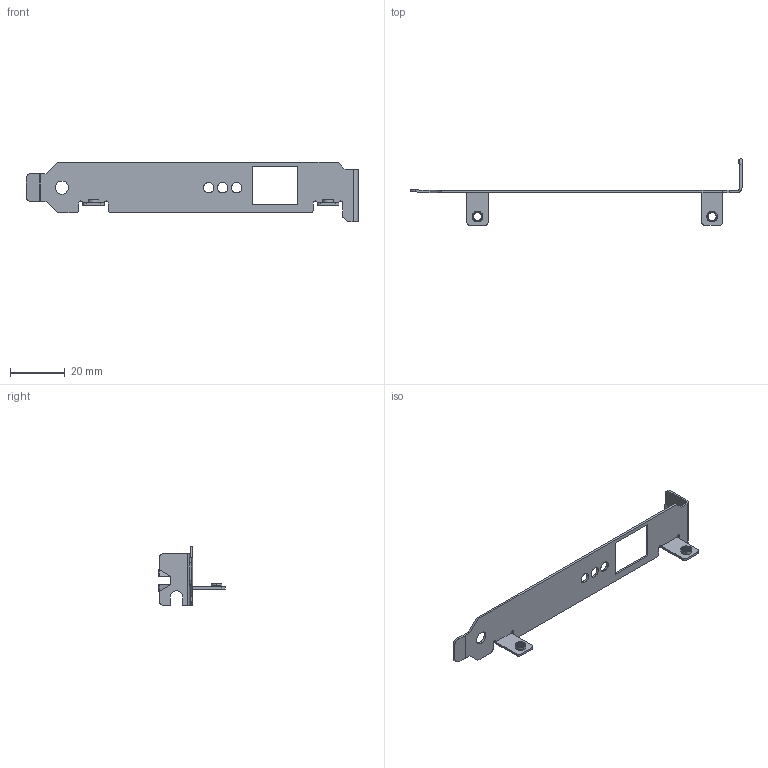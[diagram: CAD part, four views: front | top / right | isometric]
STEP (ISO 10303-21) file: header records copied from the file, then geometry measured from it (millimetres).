
FILE_DESCRIPTION (( 'STEP AP214' ), '1' );
FILE_NAME ('9203-2.STEP', '2007-12-11T19:51:49', ( 'Richard Maletta' ), ( '' ), 'SwSTEP 2.0', 'SolidWorks 2007', '' );
FILE_SCHEMA (( 'AUTOMOTIVE_DESIGN' ));
Length unit declared in the file: inch
Products named in the file (1): 9203-2
Bounding box: 120.87 x 24.18 x 21.59 mm (x, y, z)
Volume: 1690.3 mm3; surface area: 4725.7 mm2
Topology: 1 solids, 1 shells, 123 faces, 321 edges, 202 vertices
Faces by surface type: plane 66, cylinder 53, bspline 4
Entity records: 4390 total; most frequent: CARTESIAN_POINT 1387, ORIENTED_EDGE 642, DIRECTION 601, EDGE_CURVE 321, VECTOR 205, LINE 205, VERTEX_POINT 202, AXIS2_PLACEMENT_3D 198
